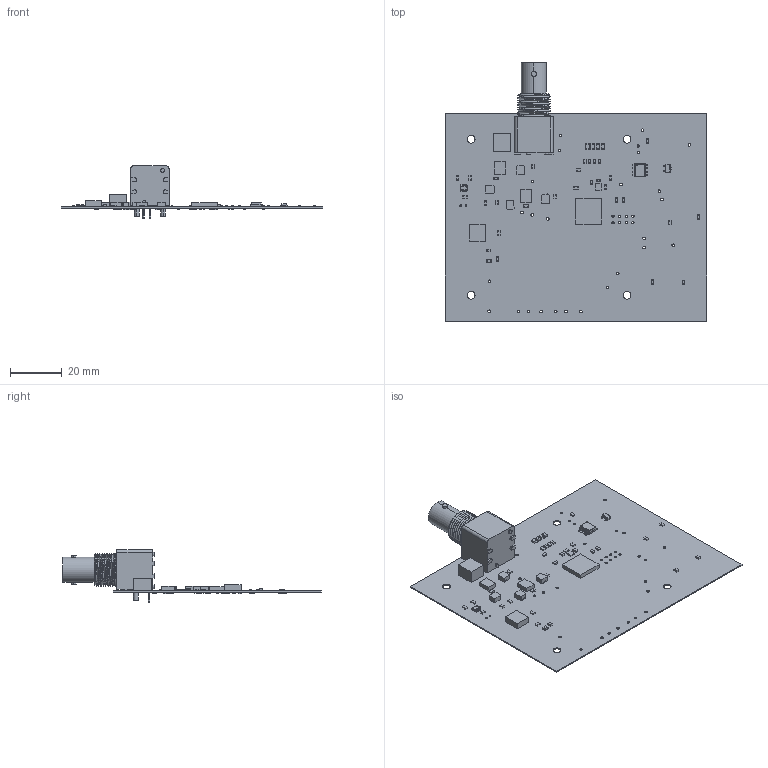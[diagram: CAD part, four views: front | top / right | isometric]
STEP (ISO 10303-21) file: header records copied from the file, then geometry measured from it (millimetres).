
FILE_DESCRIPTION(('Open CASCADE Model'),'2;1');
FILE_NAME('Open CASCADE Shape Model','2019-01-15T20:09:34',('Author'),( 'Open CASCADE'),'Open CASCADE STEP processor 6.8','Open CASCADE 6.8' ,'Unknown');
FILE_SCHEMA(('AUTOMOTIVE_DESIGN { 1 0 10303 214 1 1 1 1 }'));
Length unit declared in the file: millimetre
Products named in the file (141): PCB; Board; R22; 6083181440; Extruded; 6083181248; R33; R30; R28; R27; D6; 6083180672; 6083180480; R32; C16; 6642194304; 6642194112; 6642193920; R9; 6083179904; 6083179712; Y1; 6326317504; VR1; 6083179136; U5; DDC0006A; BODY_MK06A; LEAD_MK06A; U4; 6642193728; U3; U2; 6083179328; U1; 6091419904; Open_CASCADE_STEP_translator_6.8_2.1; Body; Open_CASCADE_STEP_translator_6.8_2.2.1; Leader ...
Assembly tree (321 placements, depth 5):
  PCB
    Board
    R22
      6083181440  x2
        Extruded
      6083181248
        Extruded
    R33
      6083181440  x2
        Extruded
      6083181248
        Extruded
    R30
      6083181440  x2
        Extruded
      6083181248
        Extruded
    R28
      6083181440  x2
        Extruded
      6083181248
        Extruded
    R27
      6083181440  x2
        Extruded
      6083181248
        Extruded
    D6
      6083180672
        Extruded
      6083180480
        Extruded
    R32
      6083181440  x2
        Extruded
      6083181248
        Extruded
    C16
      6642194304
        Extruded
      6642194112
        Extruded
      6642193920
        Extruded
    R9
      6083179904  x2
        Extruded
      6083179712
        Extruded
    Y1
      6326317504
        Extruded
    VR1
      6083179136
        Extruded
    U5
      DDC0006A
        BODY_MK06A
        LEAD_MK06A  x6
    U4
Bounding box: 100.71 x 99.42 x 20.1 mm (x, y, z)
Volume: 8665.6 mm3; surface area: 20398.4 mm2
Topology: 215 solids, 216 shells, 1829 faces, 3845 edges, 2443 vertices
Faces by surface type: plane 1528, cylinder 244, sphere 26, bspline 22, cone 9
Full cylindrical faces by diameter (mm): 0.298 x1, 0.5 x1, 0.7 x2, 0.75 x3, 0.89 x2, 0.9 x10, 1 x24, 2.01 x2, 3 x4
Entity records: 23260 total; most frequent: CARTESIAN_POINT 7027, DIRECTION 3071, ORIENTED_EDGE 2457, EDGE_CURVE 1229, AXIS2_PLACEMENT_3D 1131, LINE 809, VECTOR 809, VERTEX_POINT 759
